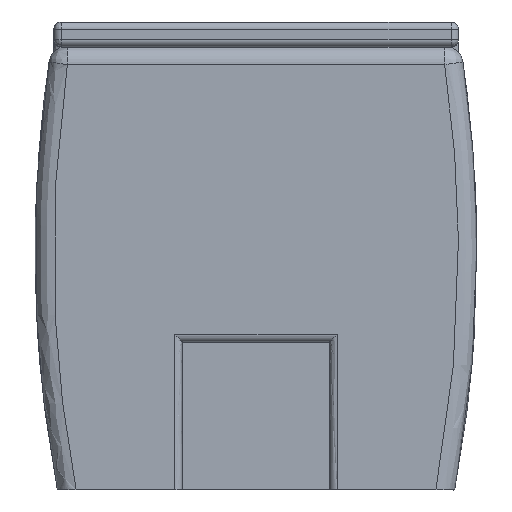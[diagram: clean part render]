
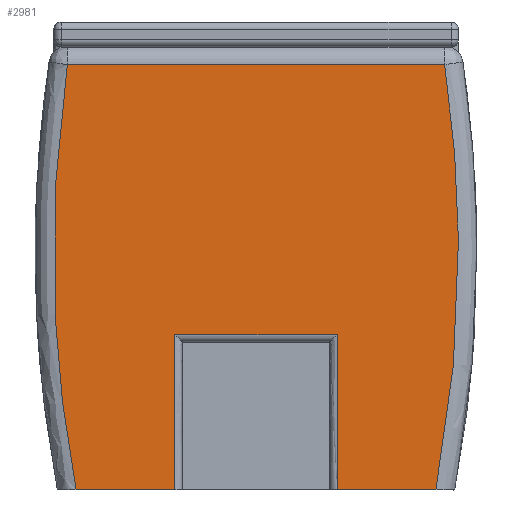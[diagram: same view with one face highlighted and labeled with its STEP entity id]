
A CAD part, left-side view. The second image highlights one B-rep face of the part: STEP entity #2981.
In plain terms, the highlighted free-form (B-spline) face has degree [1, 1] with [2, 2] control points.
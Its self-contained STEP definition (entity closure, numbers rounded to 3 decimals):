
#323 = EDGE_CURVE('',#324,#326,#328,.T.);
#324 = VERTEX_POINT('',#325);
#325 = CARTESIAN_POINT('',(-372.791,208.929,
    471.11));
#326 = VERTEX_POINT('',#327);
#327 = CARTESIAN_POINT('',(-372.791,199.253,0.));
#328 = B_SPLINE_CURVE_WITH_KNOTS('',5,(#329,#330,#331,#332,#333,#334,
    #335,#336,#337),.UNSPECIFIED.,.F.,.F.,(6,3,6),(208.194,
    519.842,1031.667),.UNSPECIFIED.);
#329 = CARTESIAN_POINT('',(-372.791,208.929,
    471.11));
#330 = CARTESIAN_POINT('',(-372.791,214.197,
    435.484));
#331 = CARTESIAN_POINT('',(-372.791,218.349,
    399.794));
#332 = CARTESIAN_POINT('',(-372.791,221.37,
    364.059));
#333 = CARTESIAN_POINT('',(-372.791,226.338,
    269.58));
#334 = CARTESIAN_POINT('',(-372.791,223.321,
    175.112));
#335 = CARTESIAN_POINT('',(-372.791,218.346,
    116.504));
#336 = CARTESIAN_POINT('',(-372.791,210.3,
    58.103));
#337 = CARTESIAN_POINT('',(-372.791,199.253,
    0.));
#461 = EDGE_CURVE('',#462,#464,#466,.T.);
#462 = VERTEX_POINT('',#463);
#463 = CARTESIAN_POINT('',(-372.791,-199.253,0.));
#464 = VERTEX_POINT('',#465);
#465 = CARTESIAN_POINT('',(-372.791,-208.929,
    471.11));
#466 = B_SPLINE_CURVE_WITH_KNOTS('',5,(#467,#468,#469,#470,#471,#472,
    #473,#474,#475),.UNSPECIFIED.,.F.,.F.,(6,3,6),(173.616,
    535.701,997.087),.UNSPECIFIED.);
#467 = CARTESIAN_POINT('',(-372.791,-199.253,
    0.));
#468 = CARTESIAN_POINT('',(-372.791,-207.068,
    41.104));
#469 = CARTESIAN_POINT('',(-372.791,-213.381,
    82.359));
#470 = CARTESIAN_POINT('',(-372.791,-218.168,
    123.73));
#471 = CARTESIAN_POINT('',(-372.791,-225.549,
    218.008));
#472 = CARTESIAN_POINT('',(-372.791,-224.939,
    312.526));
#473 = CARTESIAN_POINT('',(-372.791,-222.081,
    365.483));
#474 = CARTESIAN_POINT('',(-372.791,-216.729,
    418.368));
#475 = CARTESIAN_POINT('',(-372.791,-208.929,
    471.11));
#628 = EDGE_CURVE('',#464,#324,#629,.T.);
#629 = B_SPLINE_CURVE_WITH_KNOTS('',1,(#630,#631),.UNSPECIFIED.,.F.,.F.,
  (2,2),(-255.803,254.203),.PIECEWISE_BEZIER_KNOTS.);
#630 = CARTESIAN_POINT('',(-372.791,-208.929,
    471.11));
#631 = CARTESIAN_POINT('',(-372.791,208.929,
    471.11));
#2981 = ADVANCED_FACE('',(#2982),#3020,.F.);
#2982 = FACE_BOUND('',#2983,.T.);
#2983 = EDGE_LOOP('',(#2984,#2993,#3000,#3007,#3012,#3013,#3014,#3015));
#2984 = ORIENTED_EDGE('',*,*,#2985,.T.);
#2985 = EDGE_CURVE('',#2986,#2988,#2990,.T.);
#2986 = VERTEX_POINT('',#2987);
#2987 = CARTESIAN_POINT('',(-372.791,89.956,0.));
#2988 = VERTEX_POINT('',#2989);
#2989 = CARTESIAN_POINT('',(-372.791,89.956,
    172.057));
#2990 = B_SPLINE_CURVE_WITH_KNOTS('',1,(#2991,#2992),.UNSPECIFIED.,.F.,
  .F.,(2,2),(-105.,105.),.PIECEWISE_BEZIER_KNOTS.);
#2991 = CARTESIAN_POINT('',(-372.791,89.956,0.));
#2992 = CARTESIAN_POINT('',(-372.791,89.956,
    172.057));
#2993 = ORIENTED_EDGE('',*,*,#2994,.F.);
#2994 = EDGE_CURVE('',#2995,#2988,#2997,.T.);
#2995 = VERTEX_POINT('',#2996);
#2996 = CARTESIAN_POINT('',(-372.791,-89.956,
    172.057));
#2997 = B_SPLINE_CURVE_WITH_KNOTS('',1,(#2998,#2999),.UNSPECIFIED.,.F.,
  .F.,(2,2),(-109.794,109.794),.PIECEWISE_BEZIER_KNOTS.);
#2998 = CARTESIAN_POINT('',(-372.791,-89.956,
    172.057));
#2999 = CARTESIAN_POINT('',(-372.791,89.956,
    172.057));
#3000 = ORIENTED_EDGE('',*,*,#3001,.F.);
#3001 = EDGE_CURVE('',#3002,#2995,#3004,.T.);
#3002 = VERTEX_POINT('',#3003);
#3003 = CARTESIAN_POINT('',(-372.791,-89.956,0.));
#3004 = B_SPLINE_CURVE_WITH_KNOTS('',1,(#3005,#3006),.UNSPECIFIED.,.F.,
  .F.,(2,2),(-105.,105.),.PIECEWISE_BEZIER_KNOTS.);
#3005 = CARTESIAN_POINT('',(-372.791,-89.956,0.));
#3006 = CARTESIAN_POINT('',(-372.791,-89.956,
    172.057));
#3007 = ORIENTED_EDGE('',*,*,#3008,.F.);
#3008 = EDGE_CURVE('',#462,#3002,#3009,.T.);
#3009 = B_SPLINE_CURVE_WITH_KNOTS('',1,(#3010,#3011),.UNSPECIFIED.,.F.,
  .F.,(2,2),(-66.699,66.699),.PIECEWISE_BEZIER_KNOTS.);
#3010 = CARTESIAN_POINT('',(-372.791,-199.253,0.));
#3011 = CARTESIAN_POINT('',(-372.791,-89.956,0.));
#3012 = ORIENTED_EDGE('',*,*,#461,.T.);
#3013 = ORIENTED_EDGE('',*,*,#628,.T.);
#3014 = ORIENTED_EDGE('',*,*,#323,.T.);
#3015 = ORIENTED_EDGE('',*,*,#3016,.F.);
#3016 = EDGE_CURVE('',#2986,#326,#3017,.T.);
#3017 = B_SPLINE_CURVE_WITH_KNOTS('',1,(#3018,#3019),.UNSPECIFIED.,.F.,
  .F.,(2,2),(-66.699,66.699),.PIECEWISE_BEZIER_KNOTS.);
#3018 = CARTESIAN_POINT('',(-372.791,89.956,0.));
#3019 = CARTESIAN_POINT('',(-372.791,199.253,0.));
#3020 = B_SPLINE_SURFACE_WITH_KNOTS('',1,1,(
    (#3021,#3022)
    ,(#3023,#3024
    )),.UNSPECIFIED.,.F.,.F.,.F.,(2,2),(2,2),(24.713,576.251
    ),(0.,575.),.PIECEWISE_BEZIER_KNOTS.);
#3021 = CARTESIAN_POINT('',(-372.791,-225.549,0.));
#3022 = CARTESIAN_POINT('',(-372.791,-225.549,
    471.11));
#3023 = CARTESIAN_POINT('',(-372.791,226.338,0.));
#3024 = CARTESIAN_POINT('',(-372.791,226.338,
    471.11));
